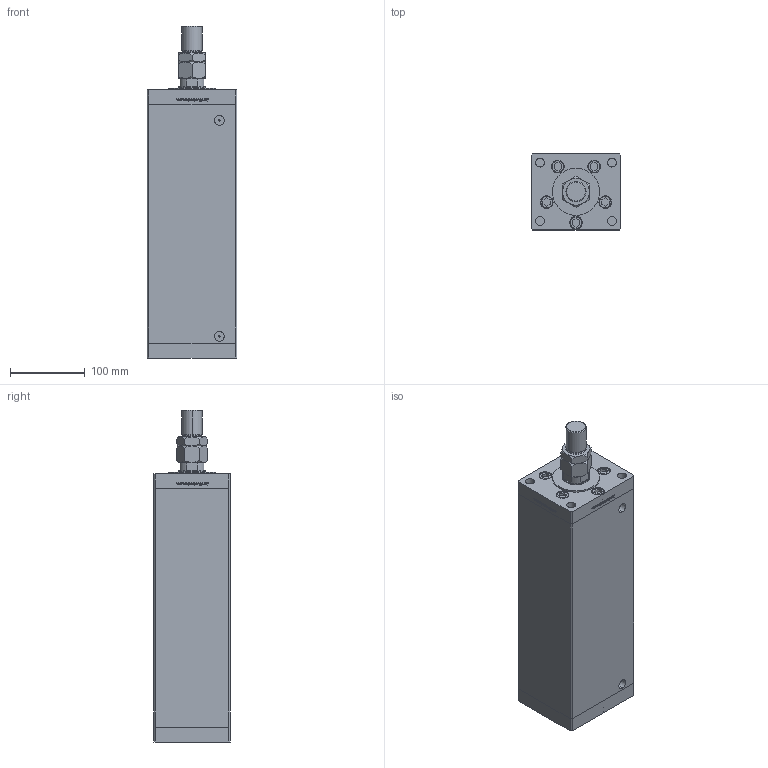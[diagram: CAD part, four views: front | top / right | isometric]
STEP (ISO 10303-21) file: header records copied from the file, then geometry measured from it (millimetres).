
FILE_DESCRIPTION (( 'STEP AP203' ), '1' );
FILE_NAME ('4c5e.STEP', '2024-01-15T10:08:32', ( '' ), ( '' ), 'SwSTEP 2.0', 'SolidWorks 2019', '' );
FILE_SCHEMA (( 'CONFIG_CONTROL_DESIGN' ));
Length unit declared in the file: millimetre
Products named in the file (7): V220C BACK_B 23b9c086762602280951776f59ce3e1f; V220C_VC_B 23b9c086762602280951776f59ce3e1f; 4c5e; ALLEN BOLT 23b9c086762602280951776f59ce3e1f; MTA 23b9c086762602280951776f59ce3e1f; V220C_B MIDDLE 23b9c086762602280951776f59ce3e1f; V220C_FRONT_B 23b9c086762602280951776f59ce3e1f
Assembly tree (15 placements, depth 2):
  4c5e
    V220C_B MIDDLE 23b9c086762602280951776f59ce3e1f
    V220C BACK_B 23b9c086762602280951776f59ce3e1f
    V220C_FRONT_B 23b9c086762602280951776f59ce3e1f
    V220C_VC_B 23b9c086762602280951776f59ce3e1f
    ALLEN BOLT 23b9c086762602280951776f59ce3e1f  x10
    MTA 23b9c086762602280951776f59ce3e1f
Bounding box: 120 x 102 x 443.5 mm (x, y, z)
Volume: 3796065.6 mm3; surface area: 397105 mm2
Topology: 15 solids, 15 shells, 1234 faces, 3057 edges, 1993 vertices
Faces by surface type: bspline 484, plane 479, cylinder 151, cone 74, torus 46
Entity records: 53776 total; most frequent: CARTESIAN_POINT 30792, ORIENTED_EDGE 5282, DIRECTION 3035, EDGE_CURVE 2641, VERTEX_POINT 1741, VECTOR 1339, LINE 1339, EDGE_LOOP 1200
